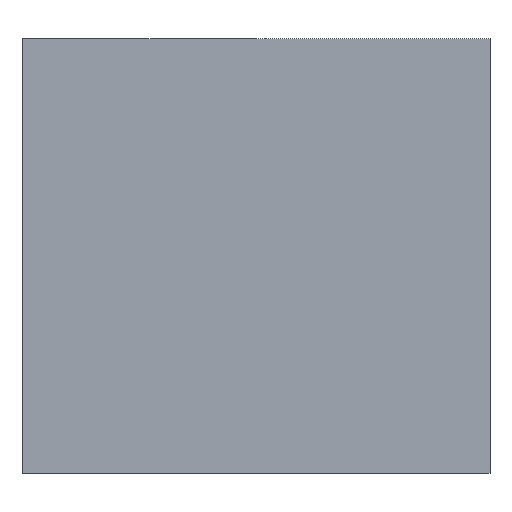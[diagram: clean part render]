
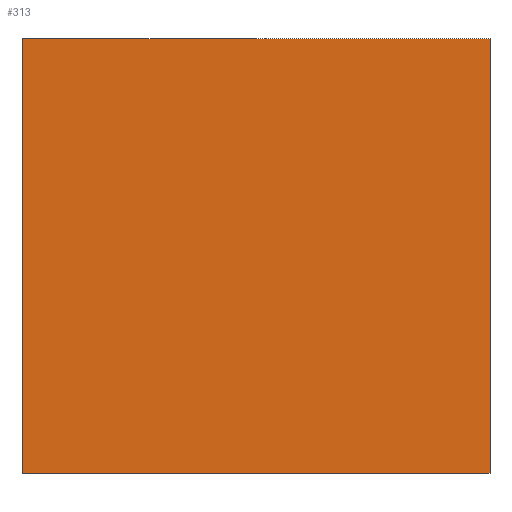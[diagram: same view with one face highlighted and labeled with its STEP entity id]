
A CAD part, front view. The second image highlights one B-rep face of the part: STEP entity #313.
In plain terms, the highlighted planar face has unit normal (0, -1, 0).
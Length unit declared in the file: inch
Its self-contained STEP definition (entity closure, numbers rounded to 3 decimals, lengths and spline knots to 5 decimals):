
#24=FACE_OUTER_BOUND('',#42,.T.);
#42=EDGE_LOOP('',(#226,#227,#228,#229));
#64=LINE('',#460,#104);
#68=LINE('',#467,#108);
#73=LINE('',#478,#113);
#74=LINE('',#479,#114);
#104=VECTOR('',#373,0.3937);
#108=VECTOR('',#379,0.3937);
#113=VECTOR('',#388,0.3937);
#114=VECTOR('',#389,0.3937);
#144=VERTEX_POINT('',#457);
#145=VERTEX_POINT('',#459);
#147=VERTEX_POINT('',#465);
#151=VERTEX_POINT('',#477);
#172=EDGE_CURVE('',#145,#144,#64,.T.);
#176=EDGE_CURVE('',#144,#147,#68,.T.);
#181=EDGE_CURVE('',#147,#151,#73,.T.);
#182=EDGE_CURVE('',#151,#145,#74,.T.);
#226=ORIENTED_EDGE('',*,*,#176,.T.);
#227=ORIENTED_EDGE('',*,*,#181,.T.);
#228=ORIENTED_EDGE('',*,*,#182,.T.);
#229=ORIENTED_EDGE('',*,*,#172,.T.);
#296=PLANE('',#345);
#313=ADVANCED_FACE('',(#24),#296,.T.);
#345=AXIS2_PLACEMENT_3D('',#476,#386,#387);
#373=DIRECTION('',(0.,0.,1.));
#379=DIRECTION('',(-1.,0.,0.));
#386=DIRECTION('center_axis',(0.,-1.,0.));
#387=DIRECTION('ref_axis',(0.,0.,-1.));
#388=DIRECTION('',(0.,0.,-1.));
#389=DIRECTION('',(1.,0.,0.));
#457=CARTESIAN_POINT('',(70.,-4.,65.));
#459=CARTESIAN_POINT('',(70.,-4.,0.));
#460=CARTESIAN_POINT('',(70.,-4.,0.));
#465=CARTESIAN_POINT('',(0.,-4.,65.));
#467=CARTESIAN_POINT('',(70.,-4.,65.));
#476=CARTESIAN_POINT('Origin',(35.,-4.,32.5));
#477=CARTESIAN_POINT('',(0.,-4.,0.));
#478=CARTESIAN_POINT('',(0.,-4.,65.));
#479=CARTESIAN_POINT('',(0.,-4.,0.));
